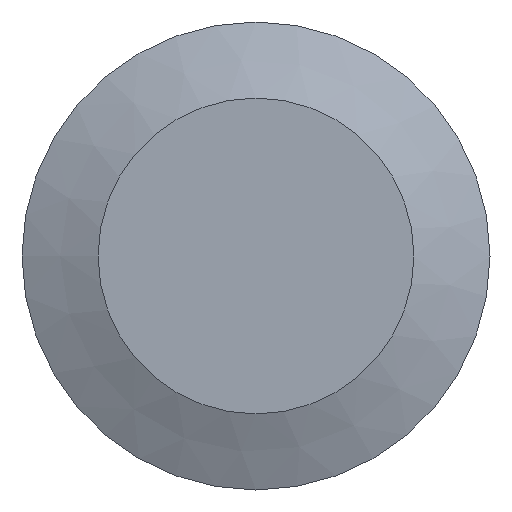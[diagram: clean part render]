
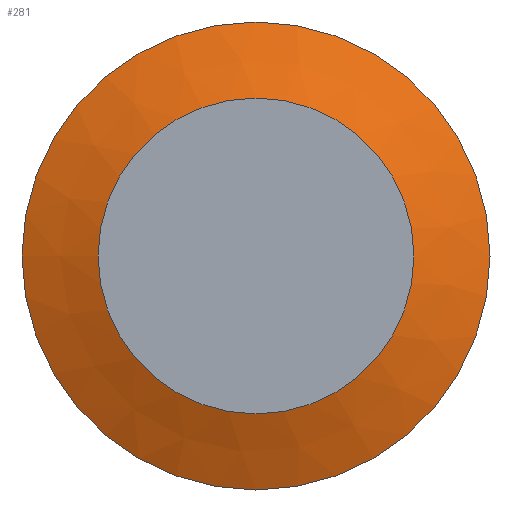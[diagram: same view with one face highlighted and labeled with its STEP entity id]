
A CAD part, front view. The second image highlights one B-rep face of the part: STEP entity #281.
In plain terms, the highlighted conical face has half-angle 67.812 degrees and reference radius 11.176 mm.
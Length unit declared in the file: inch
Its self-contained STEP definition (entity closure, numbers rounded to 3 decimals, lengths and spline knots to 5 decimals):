
#11 = FACE_BOUND ( 'NONE', #123, .T. ) ;
#41 = CARTESIAN_POINT ( 'NONE',  ( 0., 0., 0. ) ) ;
#46 = DIRECTION ( 'NONE',  ( -1., 0., 0. ) ) ;
#65 = DIRECTION ( 'NONE',  ( 0., 1., 0. ) ) ;
#71 = EDGE_LOOP ( 'NONE', ( #327 ) ) ;
#76 = EDGE_CURVE ( 'NONE', #149, #149, #89, .T. ) ;
#89 = CIRCLE ( 'NONE', #301, 0.297 ) ;
#99 = VERTEX_POINT ( 'NONE', #190 ) ;
#123 = EDGE_LOOP ( 'NONE', ( #260 ) ) ;
#149 = VERTEX_POINT ( 'NONE', #266 ) ;
#172 = AXIS2_PLACEMENT_3D ( 'NONE', #416, #350, #46 ) ;
#190 = CARTESIAN_POINT ( 'NONE',  ( 0., 0.05832, 0.44 ) ) ;
#193 = CIRCLE ( 'NONE', #316, 0.44 ) ;
#260 = ORIENTED_EDGE ( 'NONE', *, *, #76, .T. ) ;
#265 = EDGE_CURVE ( 'NONE', #99, #99, #193, .T. ) ;
#266 = CARTESIAN_POINT ( 'NONE',  ( -0.297, 0., 0. ) ) ;
#278 = CARTESIAN_POINT ( 'NONE',  ( 0., 0.05832, 0. ) ) ;
#281 = ADVANCED_FACE ( 'NONE', ( #11, #303 ), #370, .T. ) ;
#301 = AXIS2_PLACEMENT_3D ( 'NONE', #41, #65, #368 ) ;
#303 = FACE_OUTER_BOUND ( 'NONE', #71, .T. ) ;
#311 = DIRECTION ( 'NONE',  ( 0., 0., 1. ) ) ;
#316 = AXIS2_PLACEMENT_3D ( 'NONE', #278, #352, #311 ) ;
#327 = ORIENTED_EDGE ( 'NONE', *, *, #265, .F. ) ;
#350 = DIRECTION ( 'NONE',  ( 0., 1., 0. ) ) ;
#352 = DIRECTION ( 'NONE',  ( 0., 1., 0. ) ) ;
#368 = DIRECTION ( 'NONE',  ( -1., 0., 0. ) ) ;
#370 = CONICAL_SURFACE ( 'NONE', #172, 0.44, 1.184 ) ;
#416 = CARTESIAN_POINT ( 'NONE',  ( 0., 0.05832, 0. ) ) ;
